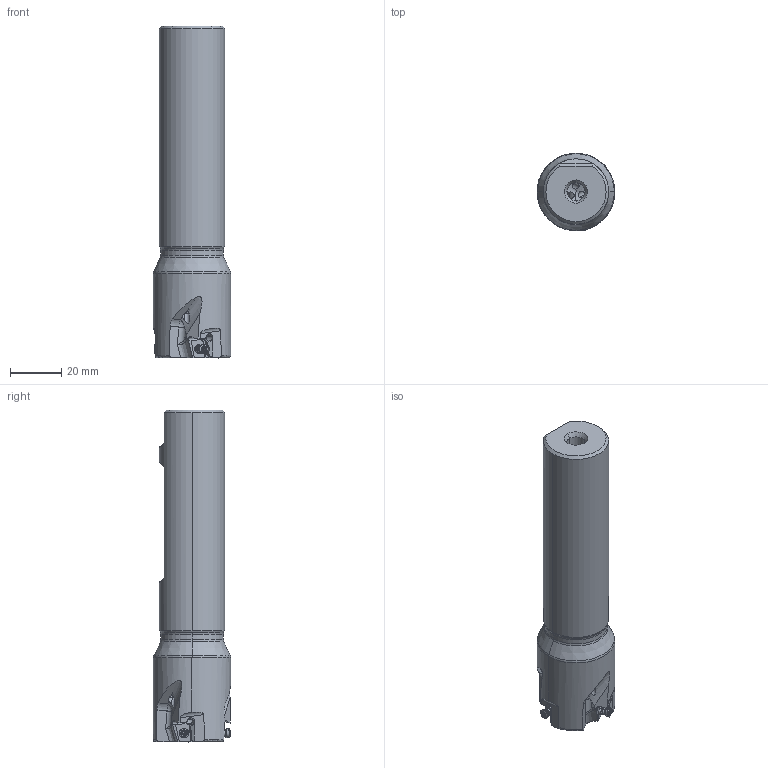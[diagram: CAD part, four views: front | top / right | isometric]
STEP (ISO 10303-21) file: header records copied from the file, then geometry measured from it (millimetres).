
FILE_DESCRIPTION(/* description */ (''),/* implementation_level */ '2;1');
FILE_NAME(/* name */ 'VPX200UR2003FA16S.stp',/* time_stamp */ '2025-07-08T15:59:24+09:00',/* author */ (''),/* organization */ (''),/* preprocessor_version */ 'ST-DEVELOPER v18.101',/* originating_system */ 'SIEMENS PLM Software NX 2011',/* authorisation */ '');
FILE_SCHEMA (('AUTOMOTIVE_DESIGN { 1 0 10303 214 3 1 1 1 }'));
Length unit declared in the file: millimetre
Products named in the file (1): VPX200UR2003FA16S_ASM
Bounding box: 30.15 x 30.15 x 128.97 mm (x, y, z)
Volume: 65324.2 mm3; surface area: 15128.9 mm2
Topology: 4 solids, 4 shells, 341 faces, 972 edges, 636 vertices
Faces by surface type: cylinder 145, plane 87, cone 51, torus 36, extrusion 12, sphere 6, bspline 4
Entity records: 13566 total; most frequent: CARTESIAN_POINT 4990, ORIENTED_EDGE 1900, DIRECTION 1604, EDGE_CURVE 950, AXIS2_PLACEMENT_3D 636, VERTEX_POINT 630, EDGE_LOOP 360, B_SPLINE_CURVE_WITH_KNOTS 351
